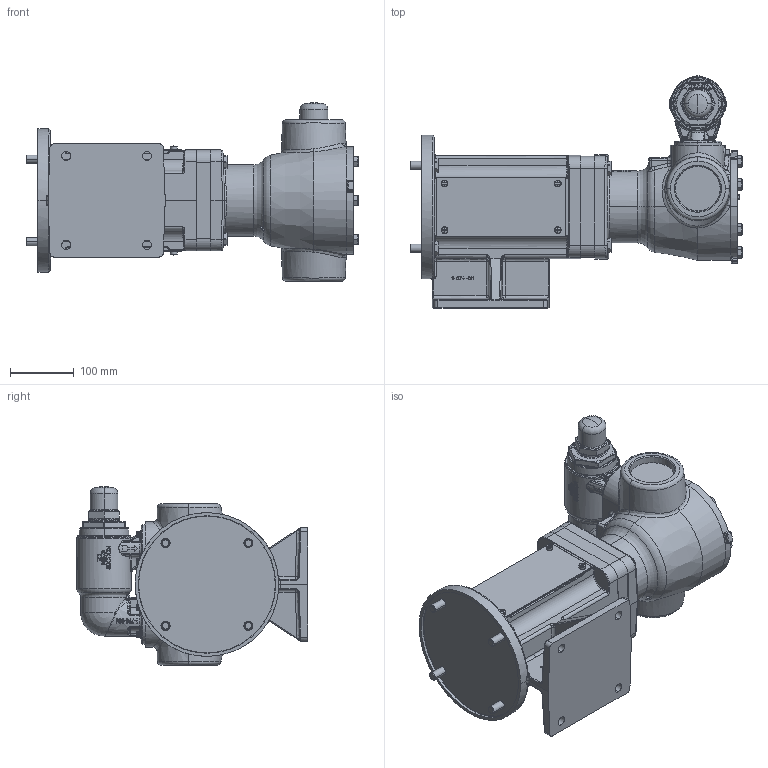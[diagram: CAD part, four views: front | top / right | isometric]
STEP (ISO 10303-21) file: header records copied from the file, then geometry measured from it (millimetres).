
FILE_DESCRIPTION (( 'STEP AP214' ), '1' );
FILE_NAME ('AS495-M_(254-256TC).STEP', '2017-02-24T20:41:42', ( '' ), ( '' ), 'SwSTEP 2.0', 'SolidWorks 2016', '' );
FILE_SCHEMA (( 'AUTOMOTIVE_DESIGN' ));
Length unit declared in the file: inch
Products named in the file (2): AS495-M_(254-256TC)
Bounding box: 521.74 x 364.51 x 280.67 mm (x, y, z)
Volume: 13119361.3 mm3; surface area: 631784.4 mm2
Topology: 1 solids, 6 shells, 2777 faces, 7147 edges, 4501 vertices
Faces by surface type: plane 1163, bspline 841, cylinder 394, cone 187, torus 122, sphere 70
Entity records: 185097 total; most frequent: CARTESIAN_POINT 100208, ORIENTED_EDGE 14206, DIRECTION 9807, EDGE_CURVE 7103, VERTEX_POINT 4497, AXIS2_PLACEMENT_3D 3514, EDGE_LOOP 2956, LINE 2779
